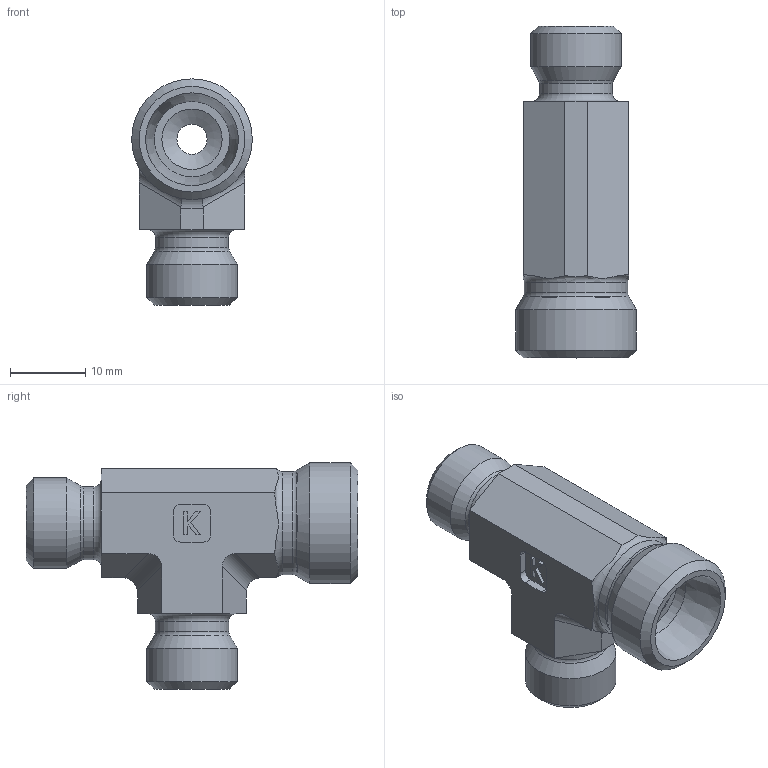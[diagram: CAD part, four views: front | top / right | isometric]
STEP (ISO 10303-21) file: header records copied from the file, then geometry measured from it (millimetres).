
FILE_DESCRIPTION((''),'2;1');
FILE_NAME('374100606.stp','2014-08-13T15:43:48',(''),('KNOMI spol. s r. o.'),'Autodesk Inventor 2012','Autodesk Inventor 2012','');
FILE_SCHEMA(('AUTOMOTIVE_DESIGN { 1 2 10303 214 0 1 1 1 }'));
Length unit declared in the file: millimetre
Products named in the file (1): TS2 10/06/06L M16/M12/M12
Bounding box: 16 x 44 x 30 mm (x, y, z)
Volume: 6360.6 mm3; surface area: 4177.2 mm2
Topology: 1 solids, 1 shells, 97 faces, 234 edges, 152 vertices
Faces by surface type: plane 59, cylinder 22, cone 10, torus 6
Full cylindrical faces by diameter (mm): 4 x2, 6 x2, 8 x1, 9.7 x2, 10 x1, 12 x2, 13.7 x1, 16 x1
Entity records: 2706 total; most frequent: CARTESIAN_POINT 547, DIRECTION 446, ORIENTED_EDGE 394, EDGE_CURVE 197, AXIS2_PLACEMENT_3D 166, VERTEX_POINT 143, EDGE_LOOP 142, VECTOR 114
